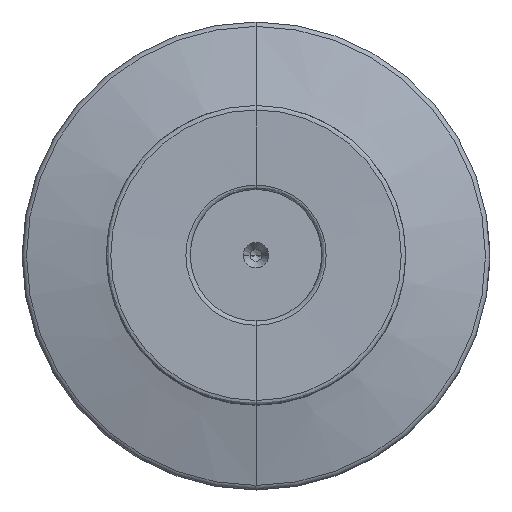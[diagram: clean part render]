
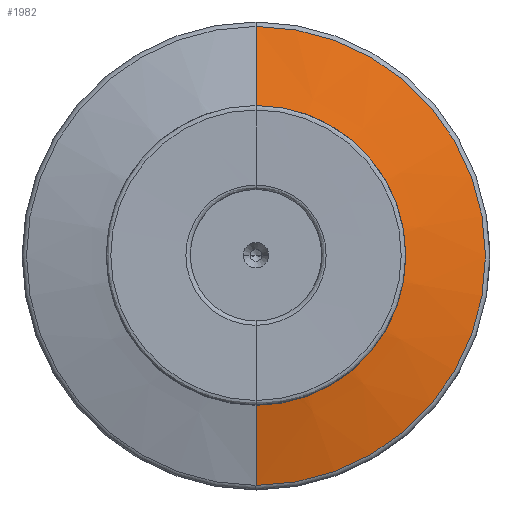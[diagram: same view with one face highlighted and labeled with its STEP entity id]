
A CAD part, top view. The second image highlights one B-rep face of the part: STEP entity #1982.
In plain terms, the highlighted conical face has half-angle 75 degrees and reference radius 27.732 mm.
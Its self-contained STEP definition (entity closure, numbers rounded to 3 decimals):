
#128=CARTESIAN_POINT('',(0.,0.,12.199));
#129=DIRECTION('',(0.,0.,1.));
#130=DIRECTION('',(0.,-1.,0.));
#131=AXIS2_PLACEMENT_3D('',#128,#129,#130);
#133=CARTESIAN_POINT('',(0.,0.,17.84));
#134=DIRECTION('',(0.,0.,1.));
#135=DIRECTION('',(0.,-1.,0.));
#136=AXIS2_PLACEMENT_3D('',#133,#134,#135);
#153=DIRECTION('',(0.,-0.966,0.259));
#154=VECTOR('',#153,21.796);
#155=CARTESIAN_POINT('',(0.,38.259,12.199));
#156=LINE('',#155,#154);
#162=DIRECTION('',(0.,0.966,0.259));
#163=VECTOR('',#162,21.796);
#164=CARTESIAN_POINT('',(0.,-38.259,
12.199));
#165=LINE('',#164,#163);
#1776=CARTESIAN_POINT('',(0.,-17.206,17.84));
#1777=CARTESIAN_POINT('',(0.,17.206,17.84));
#1778=VERTEX_POINT('',#1776);
#1779=VERTEX_POINT('',#1777);
#1784=CARTESIAN_POINT('',(0.,-38.259,12.199));
#1785=CARTESIAN_POINT('',(0.,38.259,12.199));
#1786=VERTEX_POINT('',#1784);
#1787=VERTEX_POINT('',#1785);
#1968=CARTESIAN_POINT('',(0.,0.,15.019));
#1969=DIRECTION('',(0.,0.,-1.));
#1970=DIRECTION('',(0.,-1.,0.));
#1971=AXIS2_PLACEMENT_3D('',#1968,#1969,#1970);
#1972=CONICAL_SURFACE('',#1971,27.732,75.);
#1974=ORIENTED_EDGE('',*,*,#1973,.F.);
#1976=ORIENTED_EDGE('',*,*,#1975,.T.);
#1977=ORIENTED_EDGE('',*,*,#1958,.T.);
#1979=ORIENTED_EDGE('',*,*,#1978,.F.);
#1980=EDGE_LOOP('',(#1974,#1976,#1977,#1979));
#1981=FACE_OUTER_BOUND('',#1980,.F.);
#1982=ADVANCED_FACE('',(#1981),#1972,.T.);
#132=CIRCLE('',#131,38.259);
#137=CIRCLE('',#136,17.206);
#1958=EDGE_CURVE('',#1778,#1779,#137,.T.);
#1973=EDGE_CURVE('',#1786,#1787,#132,.T.);
#1975=EDGE_CURVE('',#1786,#1778,#165,.T.);
#1978=EDGE_CURVE('',#1787,#1779,#156,.T.);
